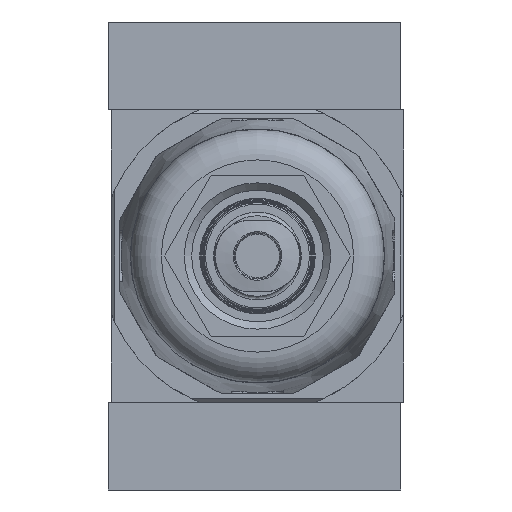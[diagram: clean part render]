
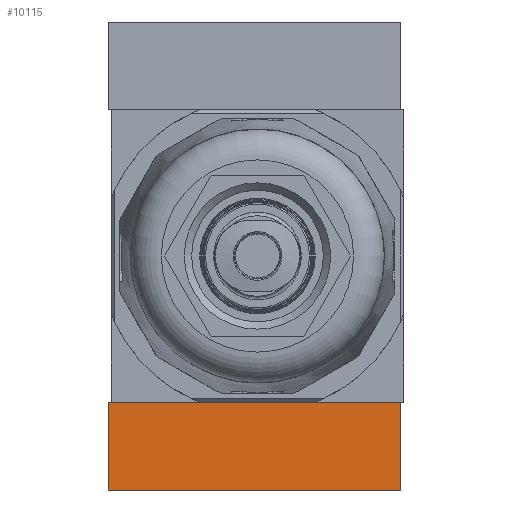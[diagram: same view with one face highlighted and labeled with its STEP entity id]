
A CAD part, front view. The second image highlights one B-rep face of the part: STEP entity #10115.
In plain terms, the highlighted face is planar.
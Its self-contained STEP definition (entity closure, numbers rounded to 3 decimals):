
#593=LINE('',#15708,#1085);
#598=LINE('',#15722,#1090);
#600=LINE('',#15726,#1092);
#601=LINE('',#15727,#1093);
#1085=VECTOR('',#12720,1000.);
#1090=VECTOR('',#12733,1000.);
#1092=VECTOR('',#12737,1000.);
#1093=VECTOR('',#12738,1000.);
#1419=PLANE('',#10905);
#3109=ORIENTED_EDGE('',*,*,#4546,.T.);
#3110=ORIENTED_EDGE('',*,*,#4537,.F.);
#3111=ORIENTED_EDGE('',*,*,#4547,.F.);
#3112=ORIENTED_EDGE('',*,*,#4544,.T.);
#4537=EDGE_CURVE('',#5397,#5394,#593,.T.);
#4544=EDGE_CURVE('',#5403,#5402,#598,.T.);
#4546=EDGE_CURVE('',#5402,#5394,#600,.T.);
#4547=EDGE_CURVE('',#5403,#5397,#601,.T.);
#5394=VERTEX_POINT('',#15702);
#5397=VERTEX_POINT('',#15707);
#5402=VERTEX_POINT('',#15721);
#5403=VERTEX_POINT('',#15723);
#6443=EDGE_LOOP('',(#3109,#3110,#3111,#3112));
#7107=FACE_BOUND('',#6443,.T.);
#10115=ADVANCED_FACE('',(#7107),#1419,.F.);
#10905=AXIS2_PLACEMENT_3D('',#15725,#12735,#12736);
#12720=DIRECTION('',(0.,0.,-1.));
#12733=DIRECTION('',(0.,0.,-1.));
#12735=DIRECTION('',(0.,-1.,0.));
#12736=DIRECTION('',(0.,0.,-1.));
#12737=DIRECTION('',(-1.,0.,0.));
#12738=DIRECTION('',(-1.,0.,0.));
#15702=CARTESIAN_POINT('',(-20.,10.,-6.));
#15707=CARTESIAN_POINT('',(-20.,10.,6.));
#15708=CARTESIAN_POINT('',(-20.,10.,6.));
#15721=CARTESIAN_POINT('',(20.,10.,-6.));
#15722=CARTESIAN_POINT('',(20.,10.,6.));
#15723=CARTESIAN_POINT('',(20.,10.,6.));
#15725=CARTESIAN_POINT('',(20.,10.,6.));
#15726=CARTESIAN_POINT('',(20.,10.,-6.));
#15727=CARTESIAN_POINT('',(20.,10.,6.));
